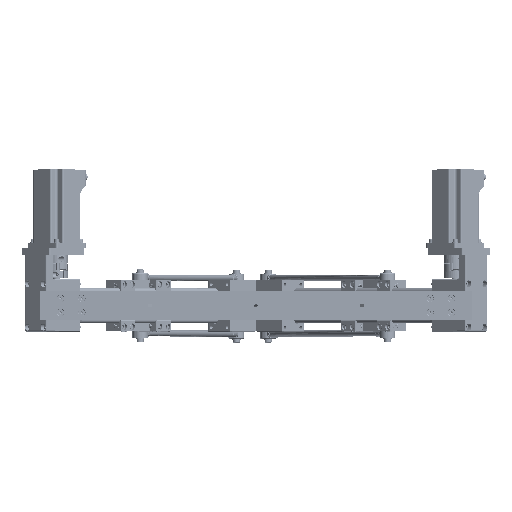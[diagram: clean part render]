
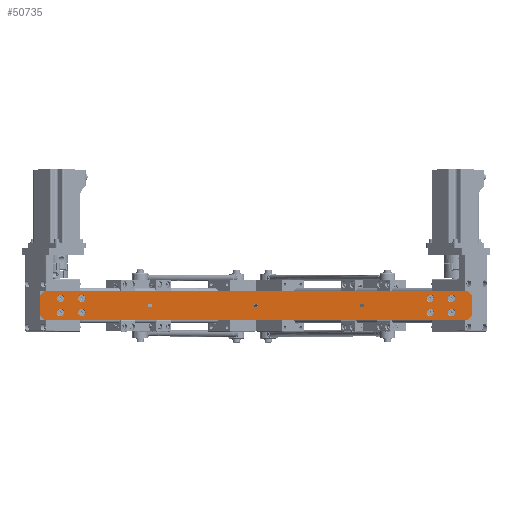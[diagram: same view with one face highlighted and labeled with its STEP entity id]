
A CAD part, top view. The second image highlights one B-rep face of the part: STEP entity #50735.
In plain terms, the highlighted planar face has unit normal (0, 0, 1).
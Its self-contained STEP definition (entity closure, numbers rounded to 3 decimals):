
#3523=FACE_BOUND('',#8206,.T.);
#3524=FACE_BOUND('',#8207,.T.);
#3525=FACE_BOUND('',#8208,.T.);
#3526=FACE_BOUND('',#8209,.T.);
#3527=FACE_BOUND('',#8210,.T.);
#3528=FACE_BOUND('',#8211,.T.);
#3529=FACE_BOUND('',#8212,.T.);
#3530=FACE_BOUND('',#8213,.T.);
#3531=FACE_BOUND('',#8214,.T.);
#3532=FACE_BOUND('',#8215,.T.);
#3533=FACE_BOUND('',#8216,.T.);
#3985=PLANE('',#55124);
#5329=FACE_OUTER_BOUND('',#8205,.T.);
#8205=EDGE_LOOP('',(#35225,#35226,#35227,#35228,#35229,#35230,#35231,#35232));
#8206=EDGE_LOOP('',(#35233));
#8207=EDGE_LOOP('',(#35234));
#8208=EDGE_LOOP('',(#35235));
#8209=EDGE_LOOP('',(#35236));
#8210=EDGE_LOOP('',(#35237,#35238));
#8211=EDGE_LOOP('',(#35239,#35240));
#8212=EDGE_LOOP('',(#35241,#35242));
#8213=EDGE_LOOP('',(#35243));
#8214=EDGE_LOOP('',(#35244));
#8215=EDGE_LOOP('',(#35245));
#8216=EDGE_LOOP('',(#35246));
#11543=LINE('',#76990,#15586);
#11544=LINE('',#76992,#15587);
#11545=LINE('',#76994,#15588);
#11546=LINE('',#76996,#15589);
#11547=LINE('',#76998,#15590);
#11548=LINE('',#77000,#15591);
#11549=LINE('',#77002,#15592);
#11550=LINE('',#77003,#15593);
#15586=VECTOR('',#61071,10.);
#15587=VECTOR('',#61072,10.);
#15588=VECTOR('',#61073,10.);
#15589=VECTOR('',#61074,10.);
#15590=VECTOR('',#61075,10.);
#15591=VECTOR('',#61076,10.);
#15592=VECTOR('',#61077,10.);
#15593=VECTOR('',#61078,10.);
#19628=CIRCLE('',#55122,5.25);
#19630=CIRCLE('',#55125,5.25);
#19631=CIRCLE('',#55126,5.25);
#19632=CIRCLE('',#55127,5.25);
#19633=CIRCLE('',#55128,5.25);
#19634=CIRCLE('',#55129,2.75);
#19635=CIRCLE('',#55130,2.75);
#19636=CIRCLE('',#55131,2.75);
#19637=CIRCLE('',#55132,2.75);
#19638=CIRCLE('',#55133,2.75);
#19639=CIRCLE('',#55134,2.75);
#19640=CIRCLE('',#55135,5.25);
#19641=CIRCLE('',#55136,5.25);
#19642=CIRCLE('',#55137,5.25);
#22477=VERTEX_POINT('',#76982);
#22479=VERTEX_POINT('',#76988);
#22480=VERTEX_POINT('',#76989);
#22481=VERTEX_POINT('',#76991);
#22482=VERTEX_POINT('',#76993);
#22483=VERTEX_POINT('',#76995);
#22484=VERTEX_POINT('',#76997);
#22485=VERTEX_POINT('',#76999);
#22486=VERTEX_POINT('',#77001);
#22487=VERTEX_POINT('',#77004);
#22488=VERTEX_POINT('',#77006);
#22489=VERTEX_POINT('',#77008);
#22490=VERTEX_POINT('',#77010);
#22491=VERTEX_POINT('',#77012);
#22492=VERTEX_POINT('',#77013);
#22493=VERTEX_POINT('',#77016);
#22494=VERTEX_POINT('',#77017);
#22495=VERTEX_POINT('',#77020);
#22496=VERTEX_POINT('',#77021);
#22497=VERTEX_POINT('',#77024);
#22498=VERTEX_POINT('',#77026);
#22499=VERTEX_POINT('',#77028);
#27558=EDGE_CURVE('',#22477,#22477,#19628,.T.);
#27561=EDGE_CURVE('',#22479,#22480,#11543,.T.);
#27562=EDGE_CURVE('',#22479,#22481,#11544,.T.);
#27563=EDGE_CURVE('',#22482,#22481,#11545,.T.);
#27564=EDGE_CURVE('',#22482,#22483,#11546,.T.);
#27565=EDGE_CURVE('',#22484,#22483,#11547,.T.);
#27566=EDGE_CURVE('',#22484,#22485,#11548,.T.);
#27567=EDGE_CURVE('',#22486,#22485,#11549,.T.);
#27568=EDGE_CURVE('',#22486,#22480,#11550,.T.);
#27569=EDGE_CURVE('',#22487,#22487,#19630,.T.);
#27570=EDGE_CURVE('',#22488,#22488,#19631,.T.);
#27571=EDGE_CURVE('',#22489,#22489,#19632,.T.);
#27572=EDGE_CURVE('',#22490,#22490,#19633,.T.);
#27573=EDGE_CURVE('',#22491,#22492,#19634,.T.);
#27574=EDGE_CURVE('',#22492,#22491,#19635,.T.);
#27575=EDGE_CURVE('',#22493,#22494,#19636,.T.);
#27576=EDGE_CURVE('',#22494,#22493,#19637,.T.);
#27577=EDGE_CURVE('',#22495,#22496,#19638,.T.);
#27578=EDGE_CURVE('',#22496,#22495,#19639,.T.);
#27579=EDGE_CURVE('',#22497,#22497,#19640,.T.);
#27580=EDGE_CURVE('',#22498,#22498,#19641,.T.);
#27581=EDGE_CURVE('',#22499,#22499,#19642,.T.);
#35225=ORIENTED_EDGE('',*,*,#27561,.F.);
#35226=ORIENTED_EDGE('',*,*,#27562,.T.);
#35227=ORIENTED_EDGE('',*,*,#27563,.F.);
#35228=ORIENTED_EDGE('',*,*,#27564,.T.);
#35229=ORIENTED_EDGE('',*,*,#27565,.F.);
#35230=ORIENTED_EDGE('',*,*,#27566,.T.);
#35231=ORIENTED_EDGE('',*,*,#27567,.F.);
#35232=ORIENTED_EDGE('',*,*,#27568,.T.);
#35233=ORIENTED_EDGE('',*,*,#27569,.F.);
#35234=ORIENTED_EDGE('',*,*,#27570,.F.);
#35235=ORIENTED_EDGE('',*,*,#27571,.F.);
#35236=ORIENTED_EDGE('',*,*,#27572,.F.);
#35237=ORIENTED_EDGE('',*,*,#27573,.T.);
#35238=ORIENTED_EDGE('',*,*,#27574,.T.);
#35239=ORIENTED_EDGE('',*,*,#27575,.T.);
#35240=ORIENTED_EDGE('',*,*,#27576,.T.);
#35241=ORIENTED_EDGE('',*,*,#27577,.T.);
#35242=ORIENTED_EDGE('',*,*,#27578,.T.);
#35243=ORIENTED_EDGE('',*,*,#27579,.F.);
#35244=ORIENTED_EDGE('',*,*,#27580,.F.);
#35245=ORIENTED_EDGE('',*,*,#27581,.F.);
#35246=ORIENTED_EDGE('',*,*,#27558,.F.);
#50735=ADVANCED_FACE('',(#5329,#3523,#3524,#3525,#3526,#3527,#3528,#3529,
#3530,#3531,#3532,#3533),#3985,.T.);
#55122=AXIS2_PLACEMENT_3D('',#76983,#61064,#61065);
#55124=AXIS2_PLACEMENT_3D('',#76987,#61069,#61070);
#55125=AXIS2_PLACEMENT_3D('',#77005,#61079,#61080);
#55126=AXIS2_PLACEMENT_3D('',#77007,#61081,#61082);
#55127=AXIS2_PLACEMENT_3D('',#77009,#61083,#61084);
#55128=AXIS2_PLACEMENT_3D('',#77011,#61085,#61086);
#55129=AXIS2_PLACEMENT_3D('',#77014,#61087,#61088);
#55130=AXIS2_PLACEMENT_3D('',#77015,#61089,#61090);
#55131=AXIS2_PLACEMENT_3D('',#77018,#61091,#61092);
#55132=AXIS2_PLACEMENT_3D('',#77019,#61093,#61094);
#55133=AXIS2_PLACEMENT_3D('',#77022,#61095,#61096);
#55134=AXIS2_PLACEMENT_3D('',#77023,#61097,#61098);
#55135=AXIS2_PLACEMENT_3D('',#77025,#61099,#61100);
#55136=AXIS2_PLACEMENT_3D('',#77027,#61101,#61102);
#55137=AXIS2_PLACEMENT_3D('',#77029,#61103,#61104);
#61064=DIRECTION('center_axis',(0.,0.,1.));
#61065=DIRECTION('ref_axis',(-1.,0.,0.));
#61069=DIRECTION('center_axis',(0.,0.,1.));
#61070=DIRECTION('ref_axis',(1.,0.,0.));
#61071=DIRECTION('',(-0.707,-0.707,0.));
#61072=DIRECTION('',(0.,1.,0.));
#61073=DIRECTION('',(0.707,-0.707,0.));
#61074=DIRECTION('',(-1.,0.,0.));
#61075=DIRECTION('',(0.707,0.707,0.));
#61076=DIRECTION('',(0.,-1.,0.));
#61077=DIRECTION('',(-0.707,0.707,0.));
#61078=DIRECTION('',(1.,0.,0.));
#61079=DIRECTION('center_axis',(0.,0.,1.));
#61080=DIRECTION('ref_axis',(-1.,0.,0.));
#61081=DIRECTION('center_axis',(0.,0.,1.));
#61082=DIRECTION('ref_axis',(-1.,0.,0.));
#61083=DIRECTION('center_axis',(0.,0.,1.));
#61084=DIRECTION('ref_axis',(-1.,0.,0.));
#61085=DIRECTION('center_axis',(0.,0.,1.));
#61086=DIRECTION('ref_axis',(-1.,0.,0.));
#61087=DIRECTION('center_axis',(0.,0.,-1.));
#61088=DIRECTION('ref_axis',(1.,0.,0.));
#61089=DIRECTION('center_axis',(0.,0.,-1.));
#61090=DIRECTION('ref_axis',(1.,0.,0.));
#61091=DIRECTION('center_axis',(0.,0.,-1.));
#61092=DIRECTION('ref_axis',(1.,0.,0.));
#61093=DIRECTION('center_axis',(0.,0.,-1.));
#61094=DIRECTION('ref_axis',(1.,0.,0.));
#61095=DIRECTION('center_axis',(0.,0.,-1.));
#61096=DIRECTION('ref_axis',(1.,0.,0.));
#61097=DIRECTION('center_axis',(0.,0.,-1.));
#61098=DIRECTION('ref_axis',(1.,0.,0.));
#61099=DIRECTION('center_axis',(0.,0.,1.));
#61100=DIRECTION('ref_axis',(-1.,0.,0.));
#61101=DIRECTION('center_axis',(0.,0.,1.));
#61102=DIRECTION('ref_axis',(-1.,0.,0.));
#61103=DIRECTION('center_axis',(0.,0.,1.));
#61104=DIRECTION('ref_axis',(-1.,0.,0.));
#76982=CARTESIAN_POINT('',(281.881,-10.,6.));
#76983=CARTESIAN_POINT('Origin',(276.631,-10.,6.));
#76987=CARTESIAN_POINT('Origin',(0.,0.,
6.));
#76988=CARTESIAN_POINT('',(305.116,-15.,6.));
#76989=CARTESIAN_POINT('',(300.116,-20.,6.));
#76990=CARTESIAN_POINT('',(231.337,-88.779,6.));
#76991=CARTESIAN_POINT('',(305.116,15.,6.));
#76992=CARTESIAN_POINT('',(305.116,-20.,6.));
#76993=CARTESIAN_POINT('',(300.116,20.,6.));
#76994=CARTESIAN_POINT('',(231.337,88.779,6.));
#76995=CARTESIAN_POINT('',(-300.116,20.,6.));
#76996=CARTESIAN_POINT('',(305.116,20.,6.));
#76997=CARTESIAN_POINT('',(-305.116,15.,6.));
#76998=CARTESIAN_POINT('',(-231.337,88.779,6.));
#76999=CARTESIAN_POINT('',(-305.116,-15.,6.));
#77000=CARTESIAN_POINT('',(-305.116,20.,6.));
#77001=CARTESIAN_POINT('',(-300.116,-20.,6.));
#77002=CARTESIAN_POINT('',(-231.337,-88.779,6.));
#77003=CARTESIAN_POINT('',(-305.116,-20.,6.));
#77004=CARTESIAN_POINT('',(281.881,10.,6.));
#77005=CARTESIAN_POINT('Origin',(276.631,10.,6.));
#77006=CARTESIAN_POINT('',(251.881,10.,6.));
#77007=CARTESIAN_POINT('Origin',(246.631,10.,6.));
#77008=CARTESIAN_POINT('',(-241.381,-10.,6.));
#77009=CARTESIAN_POINT('Origin',(-246.631,-10.,6.));
#77010=CARTESIAN_POINT('',(-271.381,10.,6.));
#77011=CARTESIAN_POINT('Origin',(-276.631,10.,6.));
#77012=CARTESIAN_POINT('',(152.75,0.,6.));
#77013=CARTESIAN_POINT('',(147.25,0.,6.));
#77014=CARTESIAN_POINT('Origin',(150.,0.,6.));
#77015=CARTESIAN_POINT('Origin',(150.,0.,6.));
#77016=CARTESIAN_POINT('',(-147.25,0.,6.));
#77017=CARTESIAN_POINT('',(-152.75,0.,6.));
#77018=CARTESIAN_POINT('Origin',(-150.,0.,6.));
#77019=CARTESIAN_POINT('Origin',(-150.,0.,6.));
#77020=CARTESIAN_POINT('',(2.75,0.,6.));
#77021=CARTESIAN_POINT('',(-2.75,0.,6.));
#77022=CARTESIAN_POINT('Origin',(0.,0.,6.));
#77023=CARTESIAN_POINT('Origin',(0.,0.,6.));
#77024=CARTESIAN_POINT('',(-271.381,-10.,6.));
#77025=CARTESIAN_POINT('Origin',(-276.631,-10.,6.));
#77026=CARTESIAN_POINT('',(-241.381,10.,6.));
#77027=CARTESIAN_POINT('Origin',(-246.631,10.,6.));
#77028=CARTESIAN_POINT('',(251.881,-10.,6.));
#77029=CARTESIAN_POINT('Origin',(246.631,-10.,6.));
